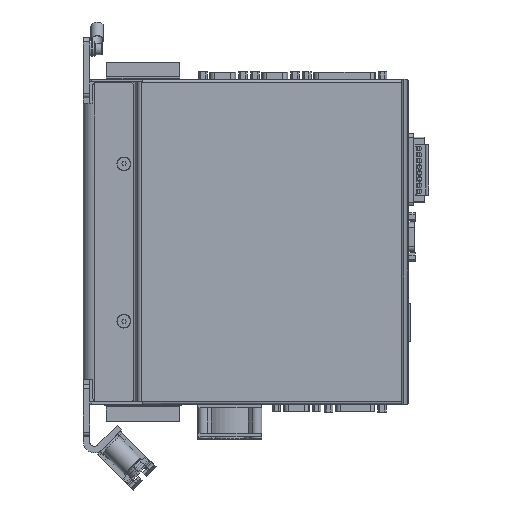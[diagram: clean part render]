
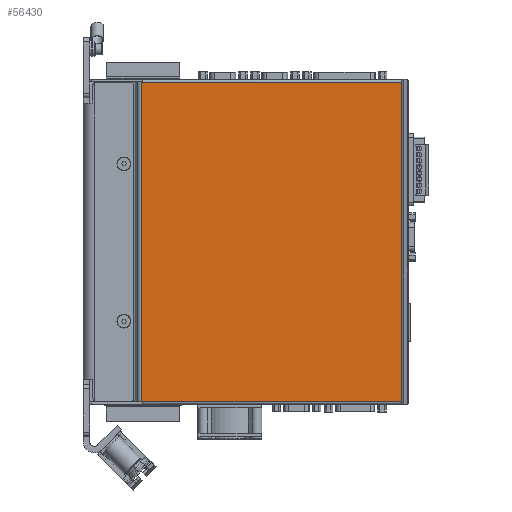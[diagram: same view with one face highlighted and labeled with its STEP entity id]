
A CAD part, top view. The second image highlights one B-rep face of the part: STEP entity #56430.
In plain terms, the highlighted face is planar.
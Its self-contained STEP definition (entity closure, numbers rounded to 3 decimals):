
#2530=ORIENTED_EDGE('',*,*,#14261,.F.);
#2531=ORIENTED_EDGE('',*,*,#14262,.F.);
#2532=ORIENTED_EDGE('',*,*,#14257,.T.);
#2533=ORIENTED_EDGE('',*,*,#14263,.T.);
#14257=EDGE_CURVE('',#20121,#20122,#24050,.T.);
#14261=EDGE_CURVE('',#20123,#20124,#24052,.T.);
#14262=EDGE_CURVE('',#20121,#20123,#24053,.T.);
#14263=EDGE_CURVE('',#20122,#20124,#24054,.T.);
#20121=VERTEX_POINT('',#75582);
#20122=VERTEX_POINT('',#75583);
#20123=VERTEX_POINT('',#75589);
#20124=VERTEX_POINT('',#75590);
#24050=LINE('',#75581,#28506);
#24052=LINE('',#75588,#28508);
#24053=LINE('',#75591,#28509);
#24054=LINE('',#75592,#28510);
#28506=VECTOR('',#63193,1000.);
#28508=VECTOR('',#63201,1000.);
#28509=VECTOR('',#63202,1000.);
#28510=VECTOR('',#63203,1000.);
#32630=EDGE_LOOP('',(#2530,#2531,#2532,#2533));
#35627=FACE_BOUND('',#32630,.T.);
#38578=PLANE('',#58931);
#56430=ADVANCED_FACE('',(#35627),#38578,.F.);
#58931=AXIS2_PLACEMENT_3D('',#75587,#63199,#63200);
#63193=DIRECTION('',(0.,0.,-1.));
#63199=DIRECTION('',(1.,0.,0.));
#63200=DIRECTION('',(0.,0.,-1.));
#63201=DIRECTION('',(0.,0.,-1.));
#63202=DIRECTION('',(0.,-1.,0.));
#63203=DIRECTION('',(0.,-1.,0.));
#75581=CARTESIAN_POINT('',(-33.51,198.5,104.145));
#75582=CARTESIAN_POINT('',(-33.51,198.5,102.545));
#75583=CARTESIAN_POINT('',(-33.51,198.5,-96.555));
#75587=CARTESIAN_POINT('',(-33.51,198.5,104.145));
#75588=CARTESIAN_POINT('',(-33.51,36.22,102.645));
#75589=CARTESIAN_POINT('',(-33.51,36.22,102.545));
#75590=CARTESIAN_POINT('',(-33.51,36.22,-96.555));
#75591=CARTESIAN_POINT('',(-33.51,198.5,102.545));
#75592=CARTESIAN_POINT('',(-33.51,198.5,-96.555));
